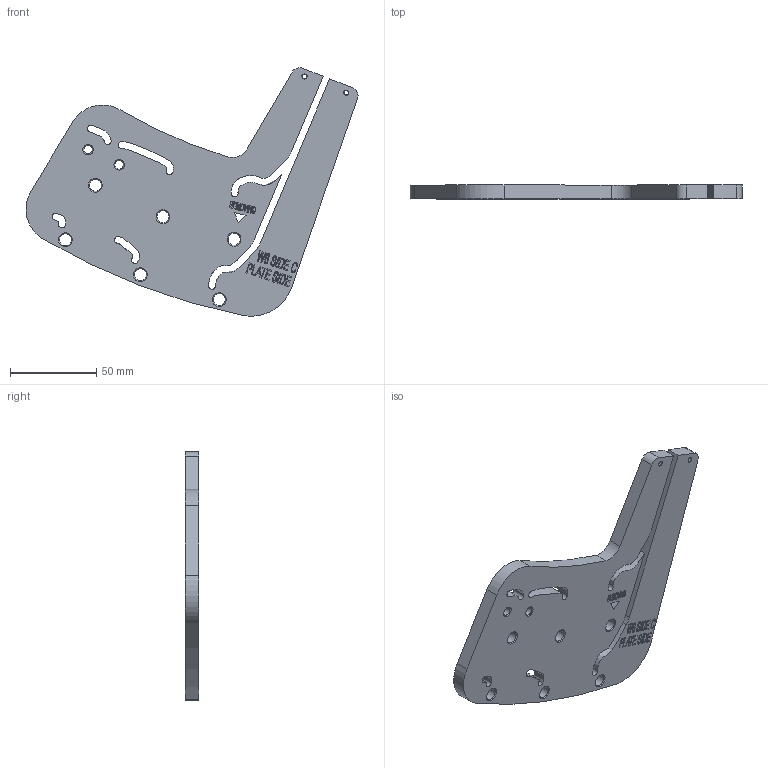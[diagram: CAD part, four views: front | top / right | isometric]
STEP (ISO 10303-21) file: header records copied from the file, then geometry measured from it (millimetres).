
FILE_DESCRIPTION(/* description */ (''),/* implementation_level */ '2;1');
FILE_NAME(/* name */ 'GETOUT_STAVE_100.stp',/* time_stamp */ '2018-09-17T15:55:55+02:00',/* author */ (''),/* organization */ (''),/* preprocessor_version */ 'ST-DEVELOPER v16.7',/* originating_system */ 'SIEMENS PLM Software NX 12.0',/* authorisation */ '');
FILE_SCHEMA (('AUTOMOTIVE_DESIGN { 1 0 10303 214 3 1 1 1 }'));
Length unit declared in the file: millimetre
Products named in the file (1): bez8324385A6uze
Bounding box: 192.21 x 8 x 143.81 mm (x, y, z)
Volume: 117774.7 mm3; surface area: 40418.1 mm2
Topology: 1 solids, 1 shells, 533 faces, 1384 edges, 916 vertices
Faces by surface type: plane 375, extrusion 107, cylinder 31, cone 20
Full cylindrical faces by diameter (mm): 2.5 x2, 5 x2, 7 x6
Entity records: 20316 total; most frequent: CARTESIAN_POINT 8808, ORIENTED_EDGE 2708, DIRECTION 1582, EDGE_CURVE 1354, B_SPLINE_CURVE_WITH_KNOTS 922, VERTEX_POINT 916, EDGE_LOOP 656, VECTOR 564
